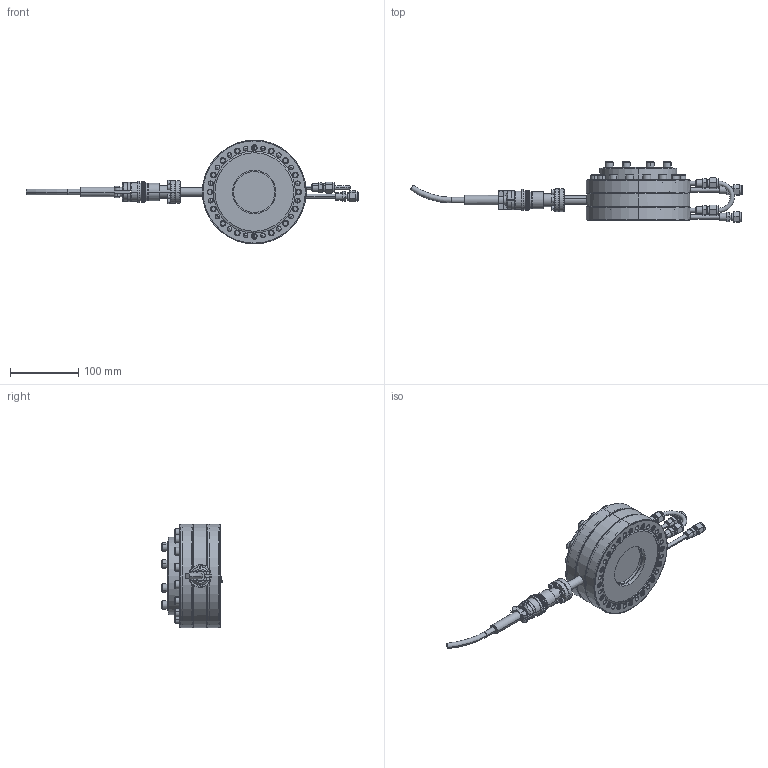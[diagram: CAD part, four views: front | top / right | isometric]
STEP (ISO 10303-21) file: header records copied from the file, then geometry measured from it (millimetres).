
FILE_DESCRIPTION (( 'STEP AP214' ), '1' );
FILE_NAME ('SN104341-01, VHW_250-Q_B6_ZPV-250-Q AP214.STEP', '2021-02-17T00:43:41', ( '' ), ( '' ), 'SwSTEP 2.0', 'SolidWorks 2010', '' );
FILE_SCHEMA (( 'AUTOMOTIVE_DESIGN' ));
Length unit declared in the file: inch
Products named in the file (1): SN104341-01, VHW_250-Q_B6_ZPV-250-Q AP214
Bounding box: 487.66 x 89.16 x 152.4 mm (x, y, z)
Surface area: 195476.4 mm2 (no closed solid volume)
Topology: 0 solids, 95 shells, 1309 faces, 4335 edges, 2881 vertices
Faces by surface type: plane 596, cylinder 359, cone 290, bspline 48, torus 16
Entity records: 93900 total; most frequent: CARTESIAN_POINT 40200, DIRECTION 7641, ORIENTED_EDGE 7039, EDGE_CURVE 4275, VERTEX_POINT 2881, AXIS2_PLACEMENT_3D 2760, VECTOR 2121, LINE 2121
